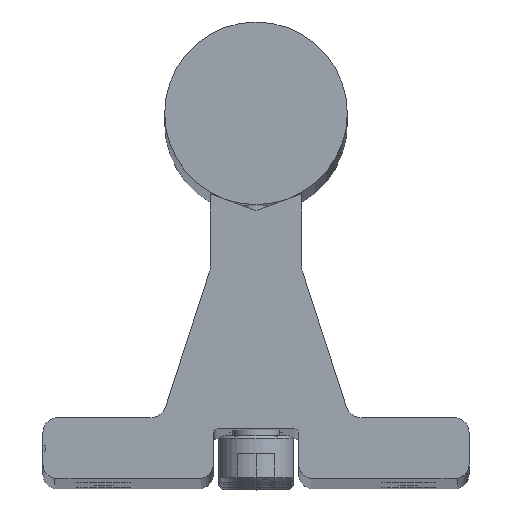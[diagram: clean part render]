
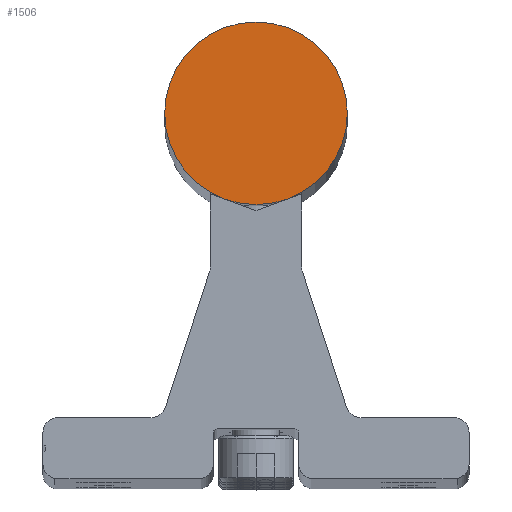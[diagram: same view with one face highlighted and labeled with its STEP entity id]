
A CAD part, top view. The second image highlights one B-rep face of the part: STEP entity #1506.
In plain terms, the highlighted planar face has unit normal (0, 0, 1).
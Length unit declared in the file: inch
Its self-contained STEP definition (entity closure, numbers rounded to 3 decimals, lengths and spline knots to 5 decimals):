
#159 = DIRECTION ( 'NONE',  ( 1., 0., 0. ) ) ;
#177 = AXIS2_PLACEMENT_3D ( 'NONE', #4162, #6019, #858 ) ;
#203 = EDGE_LOOP ( 'NONE', ( #2269, #821 ) ) ;
#803 = DIRECTION ( 'NONE',  ( 0., 0., 1. ) ) ;
#821 = ORIENTED_EDGE ( 'NONE', *, *, #2431, .T. ) ;
#858 = DIRECTION ( 'NONE',  ( 1., 0., 0. ) ) ;
#1109 = DIRECTION ( 'NONE',  ( 0., 0., 1. ) ) ;
#1259 = CIRCLE ( 'NONE', #4700, 0.375 ) ;
#1506 = ADVANCED_FACE ( 'NONE', ( #3625 ), #2639, .T. ) ;
#2243 = CARTESIAN_POINT ( 'NONE',  ( 0., 1.5, 0. ) ) ;
#2269 = ORIENTED_EDGE ( 'NONE', *, *, #3267, .T. ) ;
#2431 = EDGE_CURVE ( 'NONE', #2585, #3667, #4974, .T. ) ;
#2585 = VERTEX_POINT ( 'NONE', #3116 ) ;
#2639 = PLANE ( 'NONE',  #177 ) ;
#3116 = CARTESIAN_POINT ( 'NONE',  ( -0.375, 1.5, 0. ) ) ;
#3267 = EDGE_CURVE ( 'NONE', #3667, #2585, #1259, .T. ) ;
#3477 = CARTESIAN_POINT ( 'NONE',  ( 0., 1.5, 0. ) ) ;
#3625 = FACE_OUTER_BOUND ( 'NONE', #203, .T. ) ;
#3659 = DIRECTION ( 'NONE',  ( 1., 0., 0. ) ) ;
#3667 = VERTEX_POINT ( 'NONE', #4491 ) ;
#4094 = AXIS2_PLACEMENT_3D ( 'NONE', #2243, #803, #3659 ) ;
#4162 = CARTESIAN_POINT ( 'NONE',  ( 0., 1.5, 0. ) ) ;
#4491 = CARTESIAN_POINT ( 'NONE',  ( 0.375, 1.5, 0. ) ) ;
#4700 = AXIS2_PLACEMENT_3D ( 'NONE', #3477, #1109, #159 ) ;
#4974 = CIRCLE ( 'NONE', #4094, 0.375 ) ;
#6019 = DIRECTION ( 'NONE',  ( 0., 0., 1. ) ) ;
